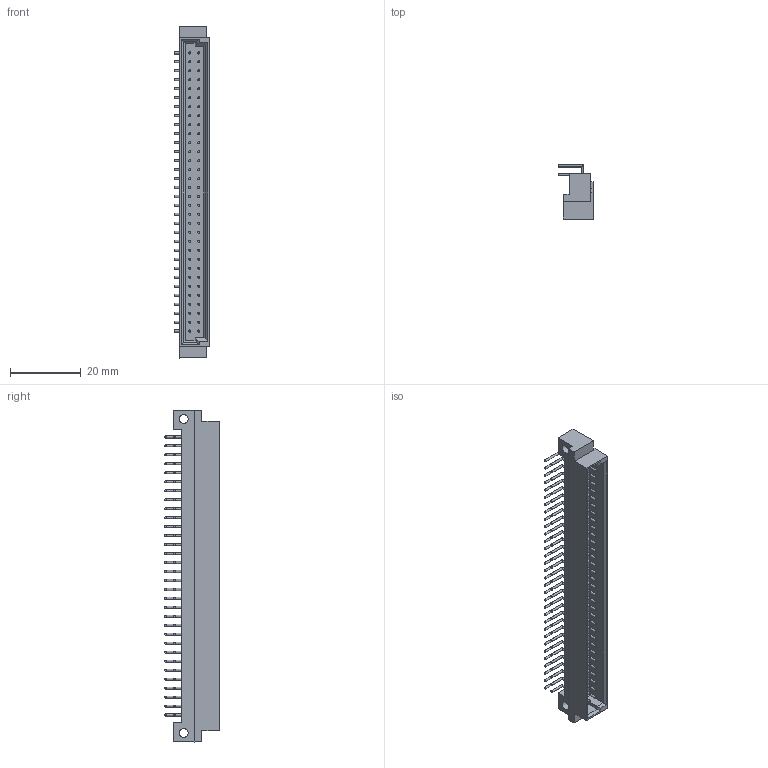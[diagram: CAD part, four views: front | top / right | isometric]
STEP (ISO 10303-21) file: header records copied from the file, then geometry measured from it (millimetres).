
FILE_DESCRIPTION(/* description */ (''),/* implementation_level */ '2;1');
FILE_NAME(/* name */ '100072265ugm000_b.stp',/* time_stamp */ '2014-06-12T11:51:42+02:00',/* author */ (''),/* organization */ (''),/* preprocessor_version */ 'ST-DEVELOPER v15',/* originating_system */ 'SIEMENS PLM Software NX 8.5',/* authorisation */ '');
FILE_SCHEMA (('AUTOMOTIVE_DESIGN { 1 0 10303 214 3 1 1 1 }'));
Length unit declared in the file: millimetre
Products named in the file (1): 100072265ugm000_b
Bounding box: 9.83 x 15.48 x 94 mm (x, y, z)
Volume: 4579.8 mm3; surface area: 6561.7 mm2
Topology: 1 solids, 1 shells, 433 faces, 890 edges, 464 vertices
Faces by surface type: cylinder 194, plane 175, sphere 64
Full cylindrical faces by diameter (mm): 0.6 x192, 2.5 x2
Entity records: 10516 total; most frequent: CARTESIAN_POINT 2298, DIRECTION 1760, ORIENTED_EDGE 1136, AXIS2_PLACEMENT_3D 822, EDGE_LOOP 760, EDGE_CURVE 568, FACE_BOUND 527, VERTEX_POINT 460
